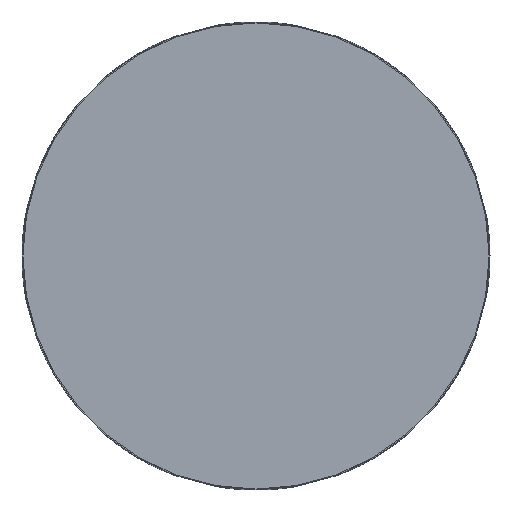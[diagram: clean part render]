
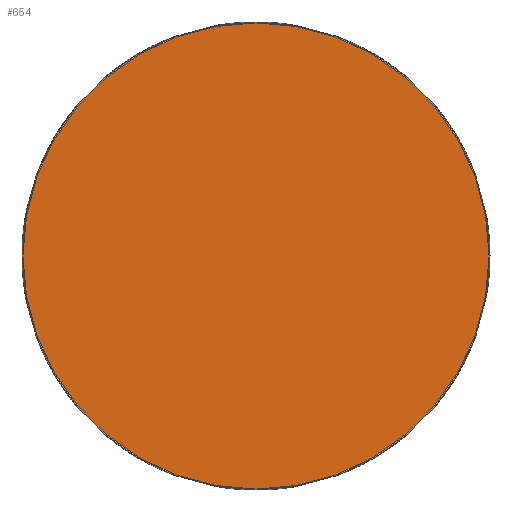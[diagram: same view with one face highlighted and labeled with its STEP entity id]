
A CAD part, left-side view. The second image highlights one B-rep face of the part: STEP entity #654.
In plain terms, the highlighted planar face has unit normal (-1, 0, 0).
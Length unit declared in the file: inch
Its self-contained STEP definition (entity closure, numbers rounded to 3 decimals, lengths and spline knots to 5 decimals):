
#174=FACE_OUTER_BOUND('',#290,.T.);
#290=EDGE_LOOP('',(#567));
#319=CIRCLE('',#744,1.245);
#377=VERTEX_POINT('',#1542);
#435=EDGE_CURVE('',#377,#377,#319,.T.);
#567=ORIENTED_EDGE('',*,*,#435,.F.);
#595=PLANE('',#778);
#654=ADVANCED_FACE('',(#174),#595,.T.);
#744=AXIS2_PLACEMENT_3D('',#1543,#919,#920);
#778=AXIS2_PLACEMENT_3D('',#1593,#987,#988);
#919=DIRECTION('center_axis',(1.,0.,0.));
#920=DIRECTION('ref_axis',(0.,1.,0.));
#987=DIRECTION('center_axis',(-1.,0.,0.));
#988=DIRECTION('ref_axis',(0.,0.,1.));
#1542=CARTESIAN_POINT('',(-4.31682,1.48676,0.));
#1543=CARTESIAN_POINT('Origin',(-4.31682,0.24176,0.));
#1593=CARTESIAN_POINT('Origin',(-4.31682,0.86426,0.));
